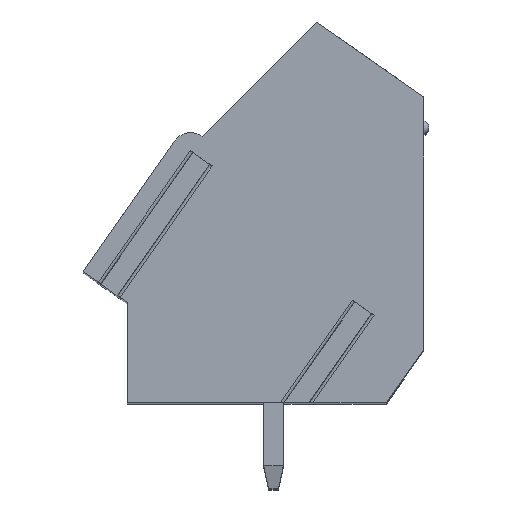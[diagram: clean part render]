
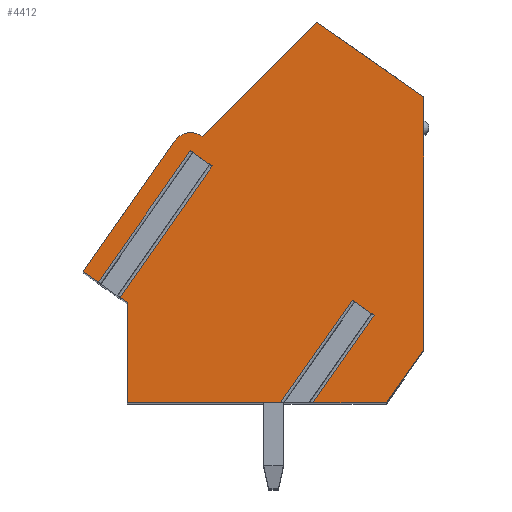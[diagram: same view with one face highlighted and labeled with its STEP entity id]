
A CAD part, top view. The second image highlights one B-rep face of the part: STEP entity #4412.
In plain terms, the highlighted planar face has unit normal (0, 0, 1).
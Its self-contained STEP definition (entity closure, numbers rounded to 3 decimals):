
#14=DIRECTION('',(-0.819,0.574,0.));
#15=VECTOR('',#14,1.085);
#16=CARTESIAN_POINT('',(4.498,-3.239,33.02));
#17=LINE('',#16,#15);
#18=DIRECTION('',(-0.574,-0.819,0.));
#19=VECTOR('',#18,5.115);
#20=CARTESIAN_POINT('',(3.61,-2.616,33.02));
#21=LINE('',#20,#19);
#22=DIRECTION('',(1.,0.,0.));
#23=VECTOR('',#22,6.246);
#24=CARTESIAN_POINT('',(-5.57,-6.807,33.02));
#25=LINE('',#24,#23);
#26=DIRECTION('',(0.,-1.,0.));
#27=VECTOR('',#26,4.087);
#28=CARTESIAN_POINT('',(-5.57,-2.72,33.02));
#29=LINE('',#28,#27);
#30=DIRECTION('',(0.819,-0.574,0.));
#31=VECTOR('',#30,0.355);
#32=CARTESIAN_POINT('',(-5.861,-2.516,33.02));
#33=LINE('',#32,#31);
#34=DIRECTION('',(-0.574,-0.819,0.));
#35=VECTOR('',#34,6.55);
#36=CARTESIAN_POINT('',(-2.104,2.849,33.02));
#37=LINE('',#36,#35);
#38=DIRECTION('',(-0.819,0.574,0.));
#39=VECTOR('',#38,1.085);
#40=CARTESIAN_POINT('',(-2.104,2.849,33.02));
#41=LINE('',#40,#39);
#42=DIRECTION('',(-0.574,-0.819,0.));
#43=VECTOR('',#42,6.55);
#44=CARTESIAN_POINT('',(-2.993,3.471,33.02));
#45=LINE('',#44,#43);
#46=DIRECTION('',(0.819,-0.574,0.));
#47=VECTOR('',#46,0.757);
#48=CARTESIAN_POINT('',(-7.37,-1.46,33.02));
#49=LINE('',#48,#47);
#50=DIRECTION('',(-0.574,-0.819,0.));
#51=VECTOR('',#50,6.486);
#52=CARTESIAN_POINT('',(-3.65,3.853,33.02));
#53=LINE('',#52,#51);
#54=CARTESIAN_POINT('',(-2.986,3.406,33.02));
#55=DIRECTION('',(0.,0.,1.));
#56=DIRECTION('',(0.598,0.802,0.));
#57=AXIS2_PLACEMENT_3D('',#54,#55,#56);
#59=DIRECTION('',(-0.707,-0.707,0.));
#60=VECTOR('',#59,6.609);
#61=CARTESIAN_POINT('',(2.165,8.721,33.02));
#62=LINE('',#61,#60);
#63=DIRECTION('',(-0.819,0.574,0.));
#64=VECTOR('',#63,5.329);
#65=CARTESIAN_POINT('',(6.53,5.664,33.02));
#66=LINE('',#65,#64);
#67=DIRECTION('',(0.,1.,0.));
#68=VECTOR('',#67,10.286);
#69=CARTESIAN_POINT('',(6.53,-4.622,33.02));
#70=LINE('',#69,#68);
#71=DIRECTION('',(0.574,0.819,0.));
#72=VECTOR('',#71,2.667);
#73=CARTESIAN_POINT('',(5.,-6.807,33.02));
#74=LINE('',#73,#72);
#75=DIRECTION('',(1.,0.,0.));
#76=VECTOR('',#75,3.);
#77=CARTESIAN_POINT('',(2.,-6.807,33.02));
#78=LINE('',#77,#76);
#79=DIRECTION('',(-0.574,-0.819,0.));
#80=VECTOR('',#79,4.355);
#81=CARTESIAN_POINT('',(4.498,-3.239,33.02));
#82=LINE('',#81,#80);
#3442=CARTESIAN_POINT('',(-2.508,4.048,33.02));
#3443=CARTESIAN_POINT('',(-3.65,3.853,33.02));
#3444=VERTEX_POINT('',#3442);
#3445=VERTEX_POINT('',#3443);
#3446=CARTESIAN_POINT('',(-7.37,-1.46,33.02));
#3447=VERTEX_POINT('',#3446);
#3448=CARTESIAN_POINT('',(-5.57,-2.72,33.02));
#3449=CARTESIAN_POINT('',(-5.57,-6.807,33.02));
#3450=VERTEX_POINT('',#3448);
#3451=VERTEX_POINT('',#3449);
#3452=CARTESIAN_POINT('',(5.,-6.807,33.02));
#3453=CARTESIAN_POINT('',(6.53,-4.622,33.02));
#3454=VERTEX_POINT('',#3452);
#3455=VERTEX_POINT('',#3453);
#3456=CARTESIAN_POINT('',(6.53,5.664,33.02));
#3457=VERTEX_POINT('',#3456);
#3458=CARTESIAN_POINT('',(2.165,8.721,33.02));
#3459=VERTEX_POINT('',#3458);
#3586=CARTESIAN_POINT('',(-2.104,2.849,33.02));
#3587=CARTESIAN_POINT('',(-2.993,3.471,33.02));
#3588=VERTEX_POINT('',#3586);
#3589=VERTEX_POINT('',#3587);
#3590=CARTESIAN_POINT('',(-5.861,-2.516,
33.02));
#3591=VERTEX_POINT('',#3590);
#3592=CARTESIAN_POINT('',(-6.75,-1.894,
33.02));
#3593=VERTEX_POINT('',#3592);
#3641=CARTESIAN_POINT('',(4.498,-3.239,33.02));
#3642=CARTESIAN_POINT('',(3.61,-2.616,33.02));
#3643=VERTEX_POINT('',#3641);
#3644=VERTEX_POINT('',#3642);
#3645=CARTESIAN_POINT('',(2.,-6.807,33.02));
#3646=VERTEX_POINT('',#3645);
#3647=CARTESIAN_POINT('',(0.676,-6.807,33.02));
#3648=VERTEX_POINT('',#3647);
#4371=CARTESIAN_POINT('',(0.,0.,33.02));
#4372=DIRECTION('',(0.,0.,1.));
#4373=DIRECTION('',(1.,0.,0.));
#4374=AXIS2_PLACEMENT_3D('',#4371,#4372,#4373);
#4375=PLANE('',#4374);
#4377=ORIENTED_EDGE('',*,*,#4376,.T.);
#4379=ORIENTED_EDGE('',*,*,#4378,.T.);
#4381=ORIENTED_EDGE('',*,*,#4380,.F.);
#4383=ORIENTED_EDGE('',*,*,#4382,.F.);
#4385=ORIENTED_EDGE('',*,*,#4384,.F.);
#4387=ORIENTED_EDGE('',*,*,#4386,.F.);
#4389=ORIENTED_EDGE('',*,*,#4388,.T.);
#4391=ORIENTED_EDGE('',*,*,#4390,.T.);
#4393=ORIENTED_EDGE('',*,*,#4392,.F.);
#4395=ORIENTED_EDGE('',*,*,#4394,.F.);
#4397=ORIENTED_EDGE('',*,*,#4396,.F.);
#4399=ORIENTED_EDGE('',*,*,#4398,.F.);
#4401=ORIENTED_EDGE('',*,*,#4400,.F.);
#4403=ORIENTED_EDGE('',*,*,#4402,.F.);
#4405=ORIENTED_EDGE('',*,*,#4404,.F.);
#4407=ORIENTED_EDGE('',*,*,#4406,.F.);
#4409=ORIENTED_EDGE('',*,*,#4408,.F.);
#4410=EDGE_LOOP('',(#4377,#4379,#4381,#4383,#4385,#4387,#4389,#4391,#4393,#4395,
#4397,#4399,#4401,#4403,#4405,#4407,#4409));
#4411=FACE_OUTER_BOUND('',#4410,.F.);
#58=CIRCLE('',#57,0.8);
#4376=EDGE_CURVE('',#3643,#3644,#17,.T.);
#4378=EDGE_CURVE('',#3644,#3648,#21,.T.);
#4380=EDGE_CURVE('',#3451,#3648,#25,.T.);
#4382=EDGE_CURVE('',#3450,#3451,#29,.T.);
#4384=EDGE_CURVE('',#3591,#3450,#33,.T.);
#4386=EDGE_CURVE('',#3588,#3591,#37,.T.);
#4388=EDGE_CURVE('',#3588,#3589,#41,.T.);
#4390=EDGE_CURVE('',#3589,#3593,#45,.T.);
#4392=EDGE_CURVE('',#3447,#3593,#49,.T.);
#4394=EDGE_CURVE('',#3445,#3447,#53,.T.);
#4396=EDGE_CURVE('',#3444,#3445,#58,.T.);
#4398=EDGE_CURVE('',#3459,#3444,#62,.T.);
#4400=EDGE_CURVE('',#3457,#3459,#66,.T.);
#4402=EDGE_CURVE('',#3455,#3457,#70,.T.);
#4404=EDGE_CURVE('',#3454,#3455,#74,.T.);
#4406=EDGE_CURVE('',#3646,#3454,#78,.T.);
#4408=EDGE_CURVE('',#3643,#3646,#82,.T.);
#4412=ADVANCED_FACE('',(#4411),#4375,.T.);
